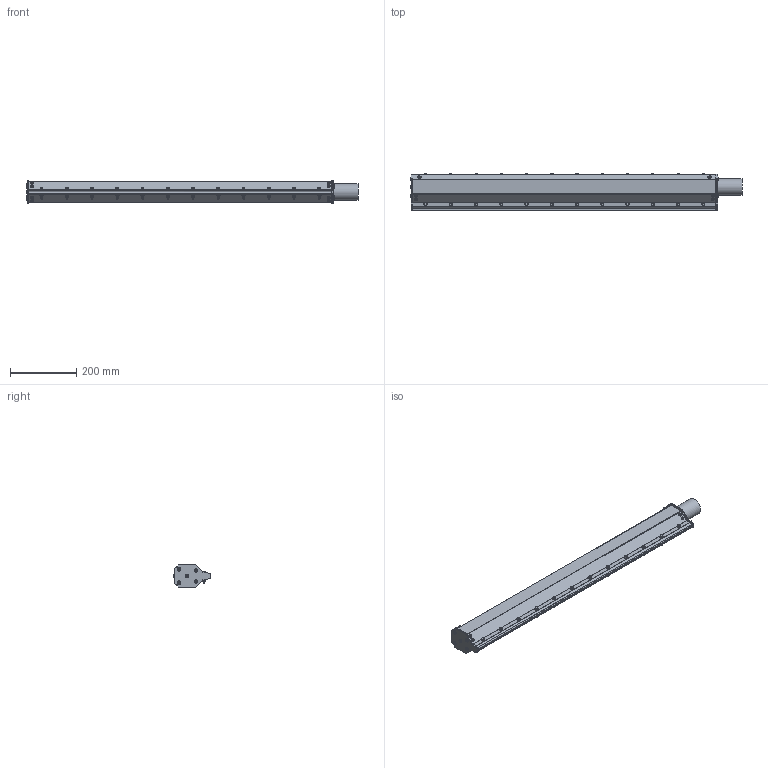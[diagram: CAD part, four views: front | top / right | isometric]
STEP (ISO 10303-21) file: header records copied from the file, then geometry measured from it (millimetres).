
FILE_DESCRIPTION(/* description */ (''),/* implementation_level */ '2;1');
FILE_NAME(/* name */ 'KA2030936 AIR KNIFE, .125 X 36 DUMMY.stp',/* time_stamp */ '2018-02-20T15:03:21-05:00',/* author */ ('James'),/* organization */ (''),/* preprocessor_version */ 'ST-DEVELOPER v16.5',/* originating_system */ 'Autodesk Inventor 2017',/* authorisation */ '');
FILE_SCHEMA (('AUTOMOTIVE_DESIGN { 1 0 10303 214 3 1 1 }'));
Products named in the file (1): KA2030936 AIR KNIFE, .125 X 36 DUMMY
Bounding box: 1001.92 x 112.09 x 71.12 mm (x, y, z)
Volume: 4503444.2 mm3; surface area: 308461.6 mm2
Topology: 1 solids, 1 shells, 761 faces, 1656 edges, 1070 vertices
Faces by surface type: plane 303, cylinder 209, cone 180, sphere 33, bspline 24, torus 12
Full cylindrical faces by diameter (mm): 7.6 x8, 8.5 x12, 9 x8, 9.5 x12, 10 x24, 10.135 x12, 10.5 x13, 11 x25, 50.8 x1
Entity records: 53940 total; most frequent: CARTESIAN_POINT 38515, DIRECTION 3177, ORIENTED_EDGE 2848, EDGE_CURVE 1424, AXIS2_PLACEMENT_3D 1399, EDGE_LOOP 1097, VERTEX_POINT 1001, FACE_OUTER_BOUND 761
